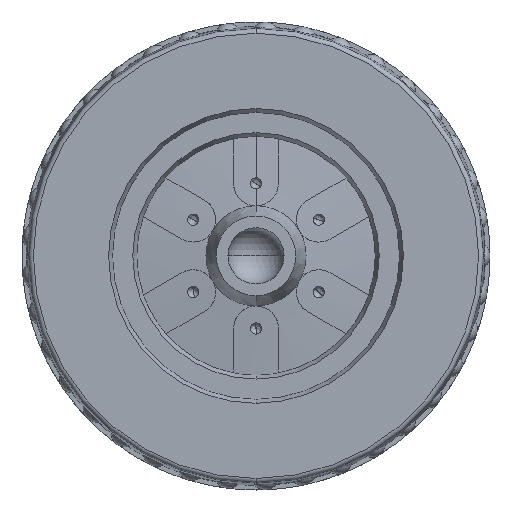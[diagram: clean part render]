
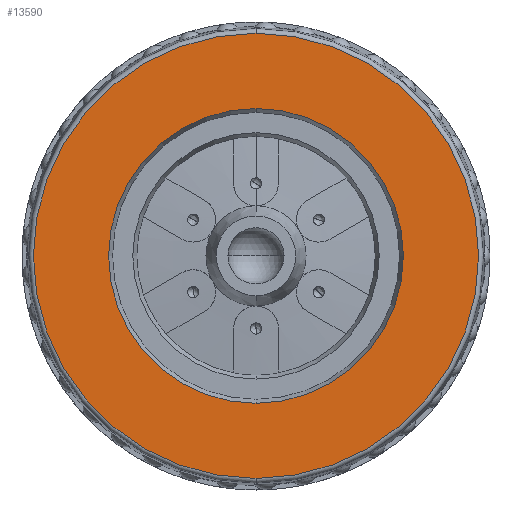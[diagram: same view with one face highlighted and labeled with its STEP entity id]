
A CAD part, top view. The second image highlights one B-rep face of the part: STEP entity #13590.
In plain terms, the highlighted face is planar.
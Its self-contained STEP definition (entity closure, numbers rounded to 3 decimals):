
#926 = DIRECTION ( 'NONE',  ( 0., 1., 0. ) ) ;
#1290 = CIRCLE ( 'NONE', #2908, 23.783 ) ;
#1517 = AXIS2_PLACEMENT_3D ( 'NONE', #7458, #926, #8563 ) ;
#2138 = CARTESIAN_POINT ( 'NONE',  ( 0., 8.25, -23.783 ) ) ;
#2195 = EDGE_CURVE ( 'NONE', #2281, #8580, #1290, .T. ) ;
#2281 = VERTEX_POINT ( 'NONE', #5764 ) ;
#2453 = CARTESIAN_POINT ( 'NONE',  ( 0., 8.25, 0. ) ) ;
#2908 = AXIS2_PLACEMENT_3D ( 'NONE', #4580, #12199, #5680 ) ;
#3051 = ORIENTED_EDGE ( 'NONE', *, *, #13431, .F. ) ;
#3164 = CARTESIAN_POINT ( 'NONE',  ( 0., 8.25, 15.75 ) ) ;
#3173 = FACE_BOUND ( 'NONE', #10286, .T. ) ;
#3556 = DIRECTION ( 'NONE',  ( 0., 0., 1. ) ) ;
#4229 = AXIS2_PLACEMENT_3D ( 'NONE', #8687, #11986, #5462 ) ;
#4357 = PLANE ( 'NONE',  #4229 ) ;
#4580 = CARTESIAN_POINT ( 'NONE',  ( 0., 8.25, 0. ) ) ;
#5037 = CARTESIAN_POINT ( 'NONE',  ( 0., 8.25, 0. ) ) ;
#5218 = CARTESIAN_POINT ( 'NONE',  ( 0., 8.25, -15.75 ) ) ;
#5367 = AXIS2_PLACEMENT_3D ( 'NONE', #2453, #10075, #3556 ) ;
#5462 = DIRECTION ( 'NONE',  ( 0., 0., 1. ) ) ;
#5680 = DIRECTION ( 'NONE',  ( 0., 0., 1. ) ) ;
#5731 = FACE_OUTER_BOUND ( 'NONE', #8854, .T. ) ;
#5764 = CARTESIAN_POINT ( 'NONE',  ( 0., 8.25, 23.783 ) ) ;
#6127 = DIRECTION ( 'NONE',  ( 0., 0., 1. ) ) ;
#6160 = VERTEX_POINT ( 'NONE', #5218 ) ;
#6522 = CIRCLE ( 'NONE', #1517, 23.783 ) ;
#6621 = EDGE_CURVE ( 'NONE', #8580, #2281, #6522, .T. ) ;
#7233 = EDGE_CURVE ( 'NONE', #6160, #11111, #13694, .T. ) ;
#7458 = CARTESIAN_POINT ( 'NONE',  ( 0., 8.25, 0. ) ) ;
#8563 = DIRECTION ( 'NONE',  ( 0., 0., 1. ) ) ;
#8580 = VERTEX_POINT ( 'NONE', #2138 ) ;
#8687 = CARTESIAN_POINT ( 'NONE',  ( -15.75, 8.25, 0. ) ) ;
#8854 = EDGE_LOOP ( 'NONE', ( #11222, #10579 ) ) ;
#8895 = AXIS2_PLACEMENT_3D ( 'NONE', #5037, #12668, #6127 ) ;
#9998 = CIRCLE ( 'NONE', #8895, 15.75 ) ;
#10075 = DIRECTION ( 'NONE',  ( 0., 1., 0. ) ) ;
#10286 = EDGE_LOOP ( 'NONE', ( #3051, #11308 ) ) ;
#10579 = ORIENTED_EDGE ( 'NONE', *, *, #6621, .T. ) ;
#11111 = VERTEX_POINT ( 'NONE', #3164 ) ;
#11222 = ORIENTED_EDGE ( 'NONE', *, *, #2195, .T. ) ;
#11308 = ORIENTED_EDGE ( 'NONE', *, *, #7233, .F. ) ;
#11986 = DIRECTION ( 'NONE',  ( 0., 1., 0. ) ) ;
#12199 = DIRECTION ( 'NONE',  ( 0., 1., 0. ) ) ;
#12668 = DIRECTION ( 'NONE',  ( 0., 1., 0. ) ) ;
#13431 = EDGE_CURVE ( 'NONE', #11111, #6160, #9998, .T. ) ;
#13590 = ADVANCED_FACE ( 'NONE', ( #5731, #3173 ), #4357, .T. ) ;
#13694 = CIRCLE ( 'NONE', #5367, 15.75 ) ;
